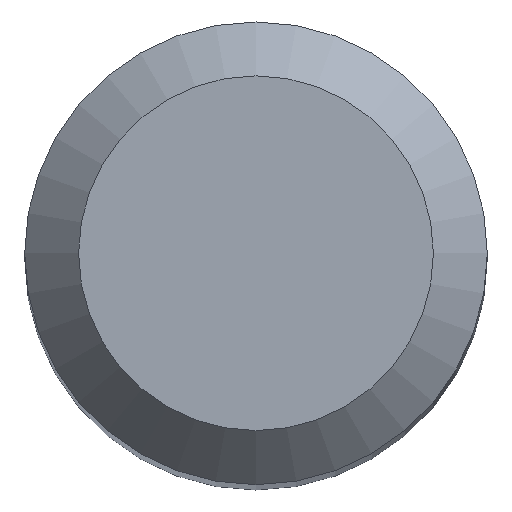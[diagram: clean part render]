
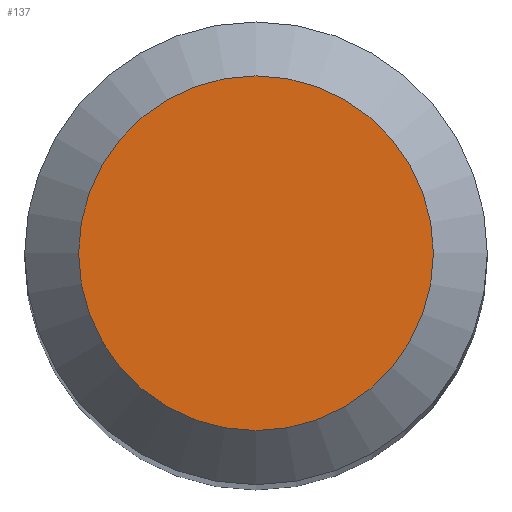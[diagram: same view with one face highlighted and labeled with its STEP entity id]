
A CAD part, top view. The second image highlights one B-rep face of the part: STEP entity #137.
In plain terms, the highlighted planar face has unit normal (0, 0, 1).
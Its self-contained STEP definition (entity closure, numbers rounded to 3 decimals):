
#10 = FACE_OUTER_BOUND ( 'NONE', #139, .T. ) ;
#16 = AXIS2_PLACEMENT_3D ( 'NONE', #208, #247, #127 ) ;
#23 = CARTESIAN_POINT ( 'NONE',  ( 0., 2.3, 66. ) ) ;
#56 = DIRECTION ( 'NONE',  ( 0., 0., -1. ) ) ;
#62 = PLANE ( 'NONE',  #16 ) ;
#114 = CIRCLE ( 'NONE', #155, 2.3 ) ;
#127 = DIRECTION ( 'NONE',  ( 0., 1., 0. ) ) ;
#132 = EDGE_CURVE ( 'NONE', #203, #203, #114, .T. ) ;
#137 = ADVANCED_FACE ( 'NONE', ( #10 ), #62, .F. ) ;
#139 = EDGE_LOOP ( 'NONE', ( #219 ) ) ;
#155 = AXIS2_PLACEMENT_3D ( 'NONE', #263, #56, #200 ) ;
#200 = DIRECTION ( 'NONE',  ( 0., 1., 0. ) ) ;
#203 = VERTEX_POINT ( 'NONE', #23 ) ;
#208 = CARTESIAN_POINT ( 'NONE',  ( 0., 0., 66. ) ) ;
#219 = ORIENTED_EDGE ( 'NONE', *, *, #132, .F. ) ;
#247 = DIRECTION ( 'NONE',  ( 0., 0., -1. ) ) ;
#263 = CARTESIAN_POINT ( 'NONE',  ( 0., 0., 66. ) ) ;
